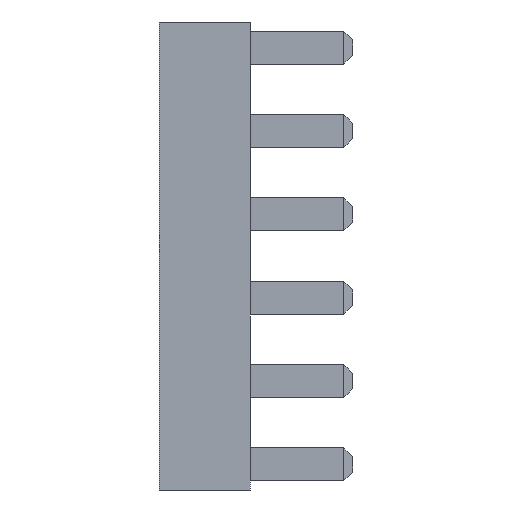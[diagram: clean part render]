
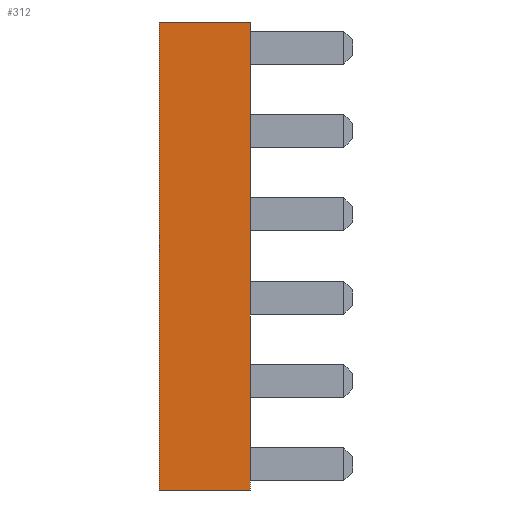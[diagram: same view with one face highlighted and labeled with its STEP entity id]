
A CAD part, left-side view. The second image highlights one B-rep face of the part: STEP entity #312.
In plain terms, the highlighted planar face has unit normal (-1, 0, 0).
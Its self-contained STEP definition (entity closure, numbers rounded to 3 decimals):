
#4 = CARTESIAN_POINT ( 'NONE',  ( -8., 3.1, 8. ) ) ;
#110 = VERTEX_POINT ( 'NONE', #1648 ) ;
#152 = LINE ( 'NONE', #4231, #4127 ) ;
#312 = ADVANCED_FACE ( 'NONE', ( #2676 ), #3526, .F. ) ;
#663 = DIRECTION ( 'NONE',  ( 0., 0., 1. ) ) ;
#771 = ORIENTED_EDGE ( 'NONE', *, *, #1915, .F. ) ;
#907 = AXIS2_PLACEMENT_3D ( 'NONE', #4296, #2726, #5136 ) ;
#1012 = EDGE_CURVE ( 'NONE', #3442, #110, #152, .T. ) ;
#1085 = DIRECTION ( 'NONE',  ( 0., -1., 0. ) ) ;
#1320 = VECTOR ( 'NONE', #1362, 1000. ) ;
#1362 = DIRECTION ( 'NONE',  ( 0., 0., 1. ) ) ;
#1384 = LINE ( 'NONE', #4663, #1320 ) ;
#1429 = VECTOR ( 'NONE', #663, 1000. ) ;
#1543 = CARTESIAN_POINT ( 'NONE',  ( -8., 3.1, -8. ) ) ;
#1558 = EDGE_CURVE ( 'NONE', #3442, #2116, #2334, .T. ) ;
#1648 = CARTESIAN_POINT ( 'NONE',  ( -8., 0., -8. ) ) ;
#1915 = EDGE_CURVE ( 'NONE', #2116, #5007, #3970, .T. ) ;
#2116 = VERTEX_POINT ( 'NONE', #4 ) ;
#2334 = LINE ( 'NONE', #1543, #1429 ) ;
#2676 = FACE_OUTER_BOUND ( 'NONE', #4474, .T. ) ;
#2726 = DIRECTION ( 'NONE',  ( 1., 0., 0. ) ) ;
#3124 = CARTESIAN_POINT ( 'NONE',  ( -8., 3.1, 8. ) ) ;
#3214 = ORIENTED_EDGE ( 'NONE', *, *, #1012, .T. ) ;
#3442 = VERTEX_POINT ( 'NONE', #5172 ) ;
#3526 = PLANE ( 'NONE',  #907 ) ;
#3821 = CARTESIAN_POINT ( 'NONE',  ( -8., 0., 8. ) ) ;
#3955 = ORIENTED_EDGE ( 'NONE', *, *, #1558, .F. ) ;
#3970 = LINE ( 'NONE', #3124, #4729 ) ;
#4127 = VECTOR ( 'NONE', #4519, 1000. ) ;
#4231 = CARTESIAN_POINT ( 'NONE',  ( -8., 3.1, -8. ) ) ;
#4277 = ORIENTED_EDGE ( 'NONE', *, *, #5216, .T. ) ;
#4296 = CARTESIAN_POINT ( 'NONE',  ( -8., 3.1, -8. ) ) ;
#4474 = EDGE_LOOP ( 'NONE', ( #4277, #771, #3955, #3214 ) ) ;
#4519 = DIRECTION ( 'NONE',  ( 0., -1., 0. ) ) ;
#4663 = CARTESIAN_POINT ( 'NONE',  ( -8., 0., -8. ) ) ;
#4729 = VECTOR ( 'NONE', #1085, 1000. ) ;
#5007 = VERTEX_POINT ( 'NONE', #3821 ) ;
#5136 = DIRECTION ( 'NONE',  ( 0., 0., -1. ) ) ;
#5172 = CARTESIAN_POINT ( 'NONE',  ( -8., 3.1, -8. ) ) ;
#5216 = EDGE_CURVE ( 'NONE', #110, #5007, #1384, .T. ) ;
